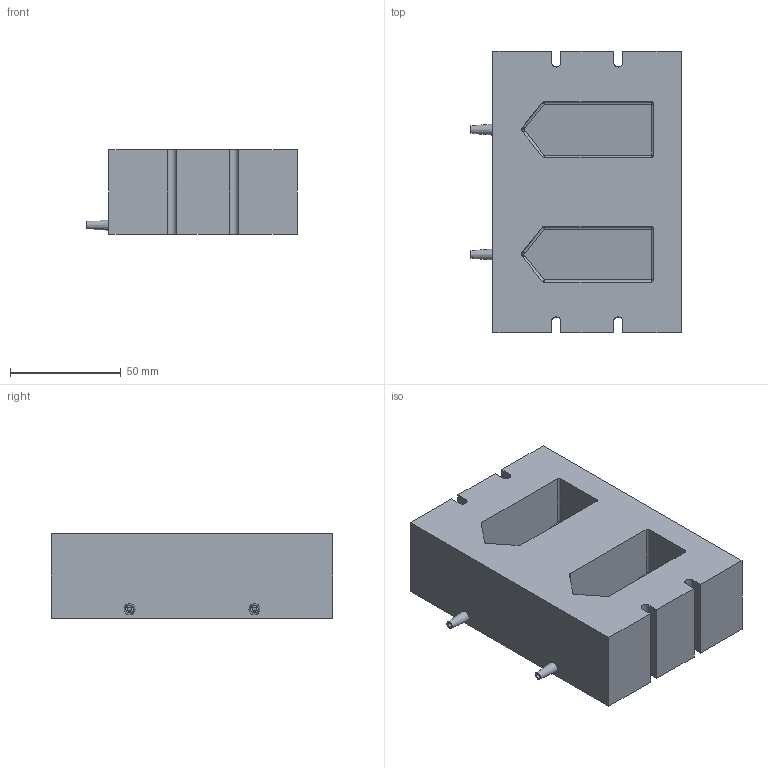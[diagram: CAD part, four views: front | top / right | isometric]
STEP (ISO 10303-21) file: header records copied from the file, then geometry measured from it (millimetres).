
FILE_DESCRIPTION(/* description */ (''),/* implementation_level */ '2;1');
FILE_NAME(/* name */ 'Cleaning_bath v7.step',/* time_stamp */ '2024-05-07T16:58:56-04:00',/* author */ (''),/* organization */ (''),/* preprocessor_version */ 'ST-DEVELOPER v20',/* originating_system */ 'Autodesk Translation Framework v12.20.1.177',/* authorisation */ '');
FILE_SCHEMA (('AUTOMOTIVE_DESIGN { 1 0 10303 214 3 1 1 }'));
Length unit declared in the file: millimetre
Products named in the file (1): Cleaning_bath
Bounding box: 95 x 127 x 38 mm (x, y, z)
Volume: 324813.7 mm3; surface area: 48987 mm2
Topology: 1 solids, 1 shells, 89 faces, 219 edges, 133 vertices
Faces by surface type: plane 32, cylinder 28, bspline 19, sphere 8, cone 2
Full cylindrical faces by diameter (mm): 2 x2
Entity records: 3135 total; most frequent: CARTESIAN_POINT 1058, ORIENTED_EDGE 436, DIRECTION 404, EDGE_CURVE 218, AXIS2_PLACEMENT_3D 148, VERTEX_POINT 133, LINE 108, VECTOR 108
